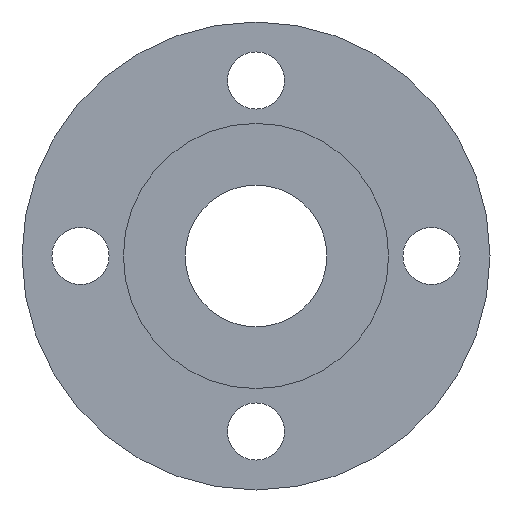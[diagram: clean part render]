
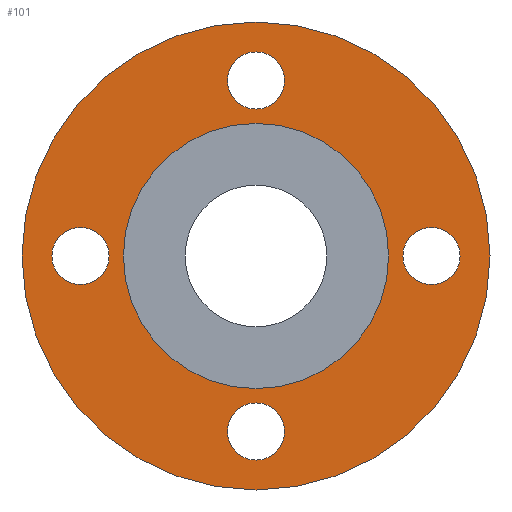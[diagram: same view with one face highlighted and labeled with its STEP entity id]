
A CAD part, front view. The second image highlights one B-rep face of the part: STEP entity #101.
In plain terms, the highlighted planar face has unit normal (0, -1, 0).
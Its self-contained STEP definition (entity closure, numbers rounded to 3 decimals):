
#10 = VERTEX_POINT ( 'NONE', #621 ) ;
#12 = AXIS2_PLACEMENT_3D ( 'NONE', #720, #30, #531 ) ;
#15 = ORIENTED_EDGE ( 'NONE', *, *, #212, .T. ) ;
#16 = AXIS2_PLACEMENT_3D ( 'NONE', #753, #126, #379 ) ;
#30 = DIRECTION ( 'NONE',  ( 0., -1., 0. ) ) ;
#33 = EDGE_LOOP ( 'NONE', ( #233, #380 ) ) ;
#40 = DIRECTION ( 'NONE',  ( 0., 1., 0. ) ) ;
#43 = EDGE_LOOP ( 'NONE', ( #105, #794 ) ) ;
#54 = VERTEX_POINT ( 'NONE', #135 ) ;
#67 = AXIS2_PLACEMENT_3D ( 'NONE', #758, #334, #527 ) ;
#68 = AXIS2_PLACEMENT_3D ( 'NONE', #83, #654, #528 ) ;
#69 = CARTESIAN_POINT ( 'NONE',  ( -67.5, 3., 0. ) ) ;
#71 = VERTEX_POINT ( 'NONE', #276 ) ;
#80 = EDGE_LOOP ( 'NONE', ( #806, #15 ) ) ;
#82 = DIRECTION ( 'NONE',  ( 0., -1., 0. ) ) ;
#83 = CARTESIAN_POINT ( 'NONE',  ( 0., 3., 51. ) ) ;
#86 = DIRECTION ( 'NONE',  ( 0., -1., 0. ) ) ;
#88 = CIRCLE ( 'NONE', #16, 11. ) ;
#95 = ORIENTED_EDGE ( 'NONE', *, *, #119, .F. ) ;
#101 = ADVANCED_FACE ( 'NONE', ( #396, #759, #198, #400, #651, #451 ), #580, .T. ) ;
#105 = ORIENTED_EDGE ( 'NONE', *, *, #530, .F. ) ;
#107 = EDGE_CURVE ( 'NONE', #307, #760, #421, .T. ) ;
#110 = EDGE_LOOP ( 'NONE', ( #265, #95 ) ) ;
#119 = EDGE_CURVE ( 'NONE', #71, #373, #194, .T. ) ;
#121 = ORIENTED_EDGE ( 'NONE', *, *, #398, .F. ) ;
#126 = DIRECTION ( 'NONE',  ( 0., -1., 0. ) ) ;
#128 = AXIS2_PLACEMENT_3D ( 'NONE', #185, #374, #316 ) ;
#131 = AXIS2_PLACEMENT_3D ( 'NONE', #783, #344, #597 ) ;
#135 = CARTESIAN_POINT ( 'NONE',  ( 0., 3., 56.5 ) ) ;
#138 = CIRCLE ( 'NONE', #472, 11. ) ;
#139 = AXIS2_PLACEMENT_3D ( 'NONE', #264, #591, #774 ) ;
#160 = CARTESIAN_POINT ( 'NONE',  ( -67.5, 3., -11. ) ) ;
#164 = EDGE_CURVE ( 'NONE', #10, #442, #330, .T. ) ;
#185 = CARTESIAN_POINT ( 'NONE',  ( 0., 3., 0. ) ) ;
#194 = CIRCLE ( 'NONE', #139, 90. ) ;
#198 = FACE_BOUND ( 'NONE', #317, .T. ) ;
#212 = EDGE_CURVE ( 'NONE', #442, #10, #393, .T. ) ;
#219 = DIRECTION ( 'NONE',  ( 0., 1., 0. ) ) ;
#229 = ORIENTED_EDGE ( 'NONE', *, *, #630, .F. ) ;
#233 = ORIENTED_EDGE ( 'NONE', *, *, #700, .F. ) ;
#247 = AXIS2_PLACEMENT_3D ( 'NONE', #596, #219, #553 ) ;
#261 = VERTEX_POINT ( 'NONE', #160 ) ;
#264 = CARTESIAN_POINT ( 'NONE',  ( 0., 3., 0. ) ) ;
#265 = ORIENTED_EDGE ( 'NONE', *, *, #593, .F. ) ;
#276 = CARTESIAN_POINT ( 'NONE',  ( 0., 3., -90. ) ) ;
#294 = CARTESIAN_POINT ( 'NONE',  ( 0., 3., 0. ) ) ;
#307 = VERTEX_POINT ( 'NONE', #537 ) ;
#315 = EDGE_CURVE ( 'NONE', #337, #719, #463, .T. ) ;
#316 = DIRECTION ( 'NONE',  ( 0., 0., 1. ) ) ;
#317 = EDGE_LOOP ( 'NONE', ( #628, #121 ) ) ;
#330 = CIRCLE ( 'NONE', #247, 51. ) ;
#331 = CARTESIAN_POINT ( 'NONE',  ( 67.5, 3., 11. ) ) ;
#334 = DIRECTION ( 'NONE',  ( 0., -1., 0. ) ) ;
#337 = VERTEX_POINT ( 'NONE', #538 ) ;
#340 = DIRECTION ( 'NONE',  ( 0., 0., -1. ) ) ;
#342 = AXIS2_PLACEMENT_3D ( 'NONE', #395, #82, #710 ) ;
#343 = AXIS2_PLACEMENT_3D ( 'NONE', #294, #40, #796 ) ;
#344 = DIRECTION ( 'NONE',  ( 0., -1., 0. ) ) ;
#364 = CARTESIAN_POINT ( 'NONE',  ( 0., 3., -51. ) ) ;
#373 = VERTEX_POINT ( 'NONE', #797 ) ;
#374 = DIRECTION ( 'NONE',  ( 0., 1., 0. ) ) ;
#379 = DIRECTION ( 'NONE',  ( 0., 0., -1. ) ) ;
#380 = ORIENTED_EDGE ( 'NONE', *, *, #748, .F. ) ;
#393 = CIRCLE ( 'NONE', #343, 51. ) ;
#395 = CARTESIAN_POINT ( 'NONE',  ( 0., 3., 67.5 ) ) ;
#396 = FACE_BOUND ( 'NONE', #768, .T. ) ;
#398 = EDGE_CURVE ( 'NONE', #613, #261, #780, .T. ) ;
#400 = FACE_BOUND ( 'NONE', #43, .T. ) ;
#401 = CIRCLE ( 'NONE', #12, 11. ) ;
#408 = CARTESIAN_POINT ( 'NONE',  ( -67.5, 3., 0. ) ) ;
#418 = CIRCLE ( 'NONE', #128, 90. ) ;
#420 = CARTESIAN_POINT ( 'NONE',  ( 0., 3., -78.5 ) ) ;
#421 = CIRCLE ( 'NONE', #800, 11. ) ;
#437 = DIRECTION ( 'NONE',  ( 0., -1., 0. ) ) ;
#442 = VERTEX_POINT ( 'NONE', #364 ) ;
#451 = FACE_OUTER_BOUND ( 'NONE', #110, .T. ) ;
#463 = CIRCLE ( 'NONE', #131, 11. ) ;
#472 = AXIS2_PLACEMENT_3D ( 'NONE', #69, #437, #689 ) ;
#527 = DIRECTION ( 'NONE',  ( 0., 0., -1. ) ) ;
#528 = DIRECTION ( 'NONE',  ( 0., 0., -1. ) ) ;
#530 = EDGE_CURVE ( 'NONE', #760, #307, #88, .T. ) ;
#531 = DIRECTION ( 'NONE',  ( 0., 0., -1. ) ) ;
#537 = CARTESIAN_POINT ( 'NONE',  ( 0., 3., -56.5 ) ) ;
#538 = CARTESIAN_POINT ( 'NONE',  ( 67.5, 3., -11. ) ) ;
#553 = DIRECTION ( 'NONE',  ( 0., 0., 1. ) ) ;
#567 = VERTEX_POINT ( 'NONE', #636 ) ;
#580 = PLANE ( 'NONE',  #68 ) ;
#582 = EDGE_CURVE ( 'NONE', #261, #613, #138, .T. ) ;
#591 = DIRECTION ( 'NONE',  ( 0., 1., 0. ) ) ;
#592 = CIRCLE ( 'NONE', #67, 11. ) ;
#593 = EDGE_CURVE ( 'NONE', #373, #71, #418, .T. ) ;
#596 = CARTESIAN_POINT ( 'NONE',  ( 0., 3., 0. ) ) ;
#597 = DIRECTION ( 'NONE',  ( 0., 0., -1. ) ) ;
#613 = VERTEX_POINT ( 'NONE', #638 ) ;
#620 = AXIS2_PLACEMENT_3D ( 'NONE', #408, #792, #682 ) ;
#621 = CARTESIAN_POINT ( 'NONE',  ( 0., 3., 51. ) ) ;
#628 = ORIENTED_EDGE ( 'NONE', *, *, #582, .F. ) ;
#630 = EDGE_CURVE ( 'NONE', #719, #337, #592, .T. ) ;
#636 = CARTESIAN_POINT ( 'NONE',  ( 0., 3., 78.5 ) ) ;
#638 = CARTESIAN_POINT ( 'NONE',  ( -67.5, 3., 11. ) ) ;
#651 = FACE_BOUND ( 'NONE', #80, .T. ) ;
#654 = DIRECTION ( 'NONE',  ( 0., -1., 0. ) ) ;
#682 = DIRECTION ( 'NONE',  ( 0., 0., -1. ) ) ;
#687 = CIRCLE ( 'NONE', #342, 11. ) ;
#689 = DIRECTION ( 'NONE',  ( 0., 0., -1. ) ) ;
#698 = CARTESIAN_POINT ( 'NONE',  ( 0., 3., -67.5 ) ) ;
#700 = EDGE_CURVE ( 'NONE', #54, #567, #687, .T. ) ;
#702 = ORIENTED_EDGE ( 'NONE', *, *, #315, .F. ) ;
#710 = DIRECTION ( 'NONE',  ( 0., 0., -1. ) ) ;
#719 = VERTEX_POINT ( 'NONE', #331 ) ;
#720 = CARTESIAN_POINT ( 'NONE',  ( 0., 3., 67.5 ) ) ;
#748 = EDGE_CURVE ( 'NONE', #567, #54, #401, .T. ) ;
#753 = CARTESIAN_POINT ( 'NONE',  ( 0., 3., -67.5 ) ) ;
#758 = CARTESIAN_POINT ( 'NONE',  ( 67.5, 3., 0. ) ) ;
#759 = FACE_BOUND ( 'NONE', #33, .T. ) ;
#760 = VERTEX_POINT ( 'NONE', #420 ) ;
#768 = EDGE_LOOP ( 'NONE', ( #702, #229 ) ) ;
#774 = DIRECTION ( 'NONE',  ( 0., 0., 1. ) ) ;
#780 = CIRCLE ( 'NONE', #620, 11. ) ;
#783 = CARTESIAN_POINT ( 'NONE',  ( 67.5, 3., 0. ) ) ;
#792 = DIRECTION ( 'NONE',  ( 0., -1., 0. ) ) ;
#794 = ORIENTED_EDGE ( 'NONE', *, *, #107, .F. ) ;
#796 = DIRECTION ( 'NONE',  ( 0., 0., 1. ) ) ;
#797 = CARTESIAN_POINT ( 'NONE',  ( 0., 3., 90. ) ) ;
#800 = AXIS2_PLACEMENT_3D ( 'NONE', #698, #86, #340 ) ;
#806 = ORIENTED_EDGE ( 'NONE', *, *, #164, .T. ) ;
